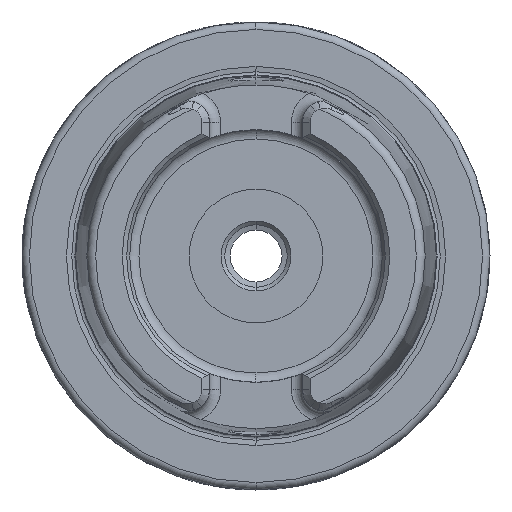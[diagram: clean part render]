
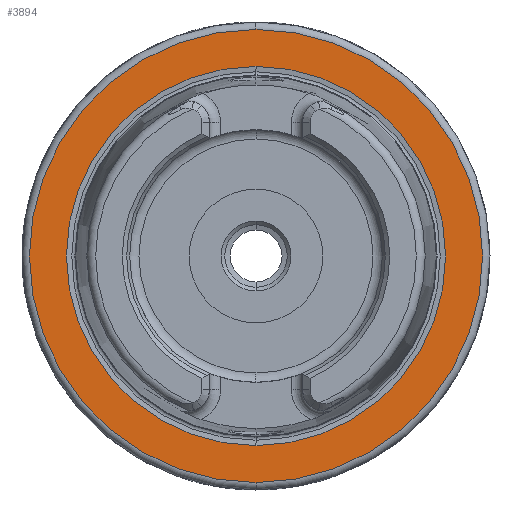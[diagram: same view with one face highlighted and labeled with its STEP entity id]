
A CAD part, left-side view. The second image highlights one B-rep face of the part: STEP entity #3894.
In plain terms, the highlighted planar face has unit normal (-1, 0, 0).
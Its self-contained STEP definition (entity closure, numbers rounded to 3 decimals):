
#208 = DIRECTION ( 'NONE',  ( 0., 0., -1. ) ) ;
#771 = VERTEX_POINT ( 'NONE', #3392 ) ;
#1016 = CARTESIAN_POINT ( 'NONE',  ( -26.5, 0., 0. ) ) ;
#1164 = FACE_BOUND ( 'NONE', #7187, .T. ) ;
#1178 = CARTESIAN_POINT ( 'NONE',  ( -26.5, 31.5, 0. ) ) ;
#1262 = CARTESIAN_POINT ( 'NONE',  ( -26.5, 0., 0. ) ) ;
#1445 = DIRECTION ( 'NONE',  ( -1., 0., 0. ) ) ;
#1534 = CIRCLE ( 'NONE', #5904, 25.521 ) ;
#1592 = DIRECTION ( 'NONE',  ( 0., 0., -1. ) ) ;
#1834 = DIRECTION ( 'NONE',  ( 0., 0., -1. ) ) ;
#1868 = EDGE_CURVE ( 'NONE', #1958, #7205, #1534, .T. ) ;
#1958 = VERTEX_POINT ( 'NONE', #5528 ) ;
#2811 = CARTESIAN_POINT ( 'NONE',  ( -26.5, 0., 30.5 ) ) ;
#2988 = AXIS2_PLACEMENT_3D ( 'NONE', #1016, #5107, #1592 ) ;
#3180 = CARTESIAN_POINT ( 'NONE',  ( -26.5, 0., 25.521 ) ) ;
#3279 = VERTEX_POINT ( 'NONE', #2811 ) ;
#3392 = CARTESIAN_POINT ( 'NONE',  ( -26.5, 0., -30.5 ) ) ;
#3503 = DIRECTION ( 'NONE',  ( 0., 0., -1. ) ) ;
#3676 = DIRECTION ( 'NONE',  ( 1., 0., 0. ) ) ;
#3698 = CIRCLE ( 'NONE', #2988, 30.5 ) ;
#3894 = ADVANCED_FACE ( 'NONE', ( #6116, #1164 ), #6455, .F. ) ;
#3915 = EDGE_LOOP ( 'NONE', ( #5866, #4241 ) ) ;
#3940 = AXIS2_PLACEMENT_3D ( 'NONE', #4951, #1445, #5557 ) ;
#4241 = ORIENTED_EDGE ( 'NONE', *, *, #4647, .T. ) ;
#4647 = EDGE_CURVE ( 'NONE', #3279, #771, #3698, .T. ) ;
#4676 = AXIS2_PLACEMENT_3D ( 'NONE', #1262, #5360, #1834 ) ;
#4870 = ORIENTED_EDGE ( 'NONE', *, *, #1868, .T. ) ;
#4951 = CARTESIAN_POINT ( 'NONE',  ( -26.5, 0., 0. ) ) ;
#5107 = DIRECTION ( 'NONE',  ( -1., 0., 0. ) ) ;
#5321 = EDGE_CURVE ( 'NONE', #7205, #1958, #6391, .T. ) ;
#5360 = DIRECTION ( 'NONE',  ( 1., 0., 0. ) ) ;
#5528 = CARTESIAN_POINT ( 'NONE',  ( -26.5, 0., -25.521 ) ) ;
#5557 = DIRECTION ( 'NONE',  ( 0., 0., -1. ) ) ;
#5866 = ORIENTED_EDGE ( 'NONE', *, *, #6895, .T. ) ;
#5904 = AXIS2_PLACEMENT_3D ( 'NONE', #7225, #3676, #208 ) ;
#6102 = CIRCLE ( 'NONE', #3940, 30.5 ) ;
#6116 = FACE_OUTER_BOUND ( 'NONE', #3915, .T. ) ;
#6391 = CIRCLE ( 'NONE', #4676, 25.521 ) ;
#6455 = PLANE ( 'NONE',  #7009 ) ;
#6708 = ORIENTED_EDGE ( 'NONE', *, *, #5321, .T. ) ;
#6895 = EDGE_CURVE ( 'NONE', #771, #3279, #6102, .T. ) ;
#7009 = AXIS2_PLACEMENT_3D ( 'NONE', #1178, #7050, #3503 ) ;
#7050 = DIRECTION ( 'NONE',  ( 1., 0., 0. ) ) ;
#7187 = EDGE_LOOP ( 'NONE', ( #6708, #4870 ) ) ;
#7205 = VERTEX_POINT ( 'NONE', #3180 ) ;
#7225 = CARTESIAN_POINT ( 'NONE',  ( -26.5, 0., 0. ) ) ;
